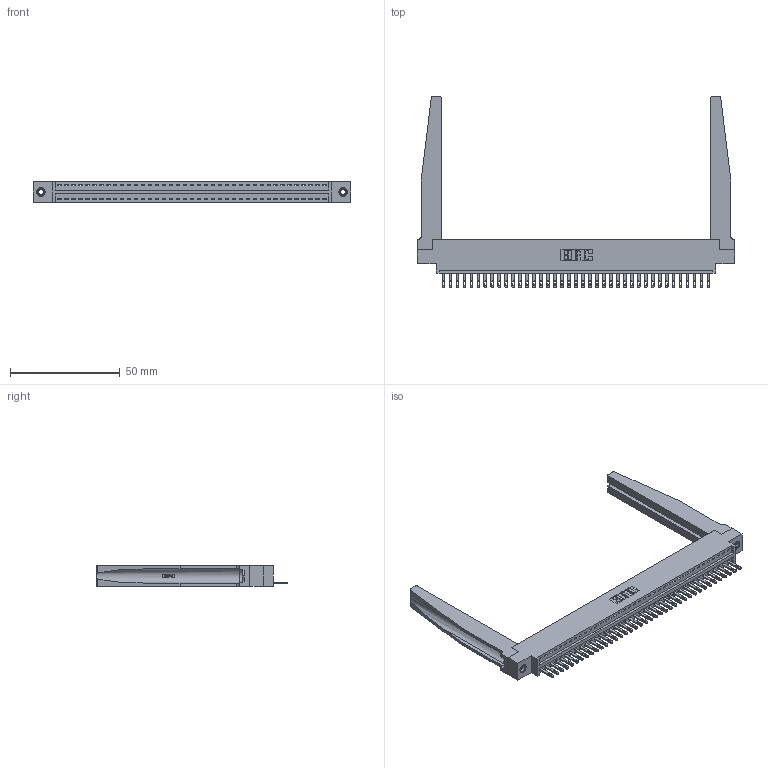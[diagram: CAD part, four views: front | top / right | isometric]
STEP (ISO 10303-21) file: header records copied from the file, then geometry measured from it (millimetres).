
FILE_DESCRIPTION (( 'STEP AP203' ), '1' );
FILE_NAME ('346-039-500-678.STEP', '2022-05-07T06:17:03', ( '' ), ( '' ), 'SwSTEP 2.0', 'SolidWorks 2020', '' );
FILE_SCHEMA (( 'CONFIG_CONTROL_DESIGN' ));
Length unit declared in the file: inch
Products named in the file (5): 346-220-078_345-220-078; 346 Part_0.170 Offset - 0.156 Dia-TH; 346-039-500-678; 345-250-001_345-250-001-102; 345-292-001_345-293-100
Assembly tree (44 placements, depth 2):
  346-039-500-678
    346 Part_0.170 Offset - 0.156 Dia-TH
    345-292-001_345-293-100  x39
    346-220-078_345-220-078  x2
    345-250-001_345-250-001-102  x2
Bounding box: 144.4 x 87.12 x 9.4 mm (x, y, z)
Volume: 20561.8 mm3; surface area: 23855.6 mm2
Topology: 44 solids, 44 shells, 2480 faces, 7537 edges, 5014 vertices
Faces by surface type: plane 1562, cylinder 866, bspline 36, cone 12, torus 4
Entity records: 29834 total; most frequent: CARTESIAN_POINT 6030, ORIENTED_EDGE 4890, DIRECTION 4309, EDGE_CURVE 2445, LINE 2059, VECTOR 2059, VERTEX_POINT 1624, AXIS2_PLACEMENT_3D 1125
